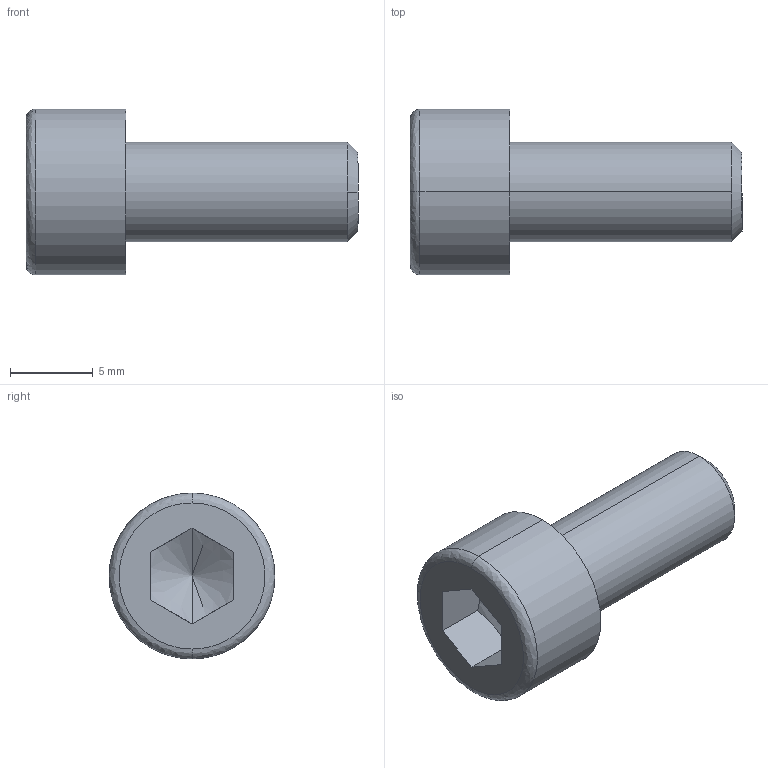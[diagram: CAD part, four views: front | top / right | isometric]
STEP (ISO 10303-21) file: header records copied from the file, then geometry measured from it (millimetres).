
FILE_DESCRIPTION (( 'STEP AP214' ), '1' );
FILE_NAME ('7250360', '2019-02-01T14:19:28', ( '' ), ('JUGARD+KÜNSTNER GmbH'), 'SwSTEP 2.0', 'SolidWorks 2017', '' );
FILE_SCHEMA (( 'AUTOMOTIVE_DESIGN' ));
Length unit declared in the file: millimetre
Products named in the file (1): 7250360_CNAJF00
Bounding box: 20 x 10 x 10 mm (x, y, z)
Volume: 782.3 mm3; surface area: 651.8 mm2
Topology: 1 solids, 1 shells, 19 faces, 44 edges, 27 vertices
Faces by surface type: plane 9, cylinder 4, cone 4, bspline 2
Entity records: 612 total; most frequent: CARTESIAN_POINT 167, ORIENTED_EDGE 84, DIRECTION 84, EDGE_CURVE 42, AXIS2_PLACEMENT_3D 32, VERTEX_POINT 27, EDGE_LOOP 21, LINE 20
